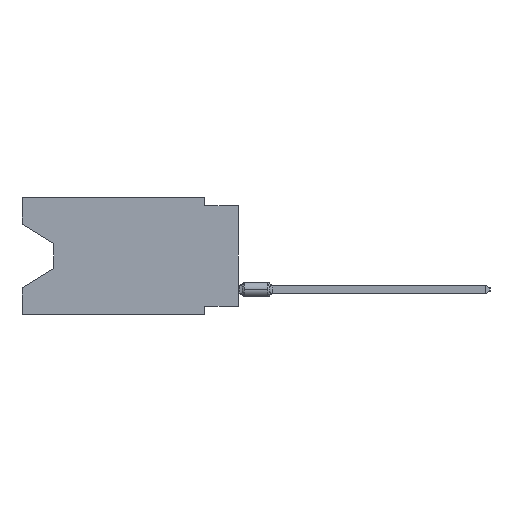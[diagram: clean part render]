
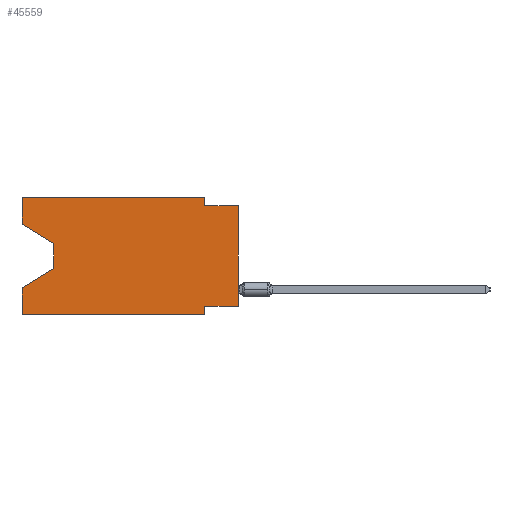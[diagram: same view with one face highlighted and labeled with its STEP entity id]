
A CAD part, left-side view. The second image highlights one B-rep face of the part: STEP entity #45559.
In plain terms, the highlighted planar face has unit normal (-1, 0, 0).
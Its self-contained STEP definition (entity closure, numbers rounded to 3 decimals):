
#5464 = ORIENTED_EDGE ( 'NONE', *, *, #15876, .F. ) ;
#5806 = VECTOR ( 'NONE', #46567, 1000. ) ;
#6488 = ORIENTED_EDGE ( 'NONE', *, *, #71203, .T. ) ;
#7049 = ORIENTED_EDGE ( 'NONE', *, *, #49160, .T. ) ;
#8247 = DIRECTION ( 'NONE',  ( 0., 0., -1. ) ) ;
#8337 = CARTESIAN_POINT ( 'NONE',  ( 0., 16.383, 0. ) ) ;
#9354 = CARTESIAN_POINT ( 'NONE',  ( 0., 0., -8.255 ) ) ;
#9979 = VERTEX_POINT ( 'NONE', #81388 ) ;
#10148 = CARTESIAN_POINT ( 'NONE',  ( 0., 0., 0. ) ) ;
#10214 = VERTEX_POINT ( 'NONE', #72932 ) ;
#10497 = CARTESIAN_POINT ( 'NONE',  ( 0., 16.383, 0. ) ) ;
#11438 = CARTESIAN_POINT ( 'NONE',  ( 0., 16.383, 0. ) ) ;
#11855 = VECTOR ( 'NONE', #25603, 1000. ) ;
#11880 = CARTESIAN_POINT ( 'NONE',  ( 0., 16.383, -8.89 ) ) ;
#11911 = CARTESIAN_POINT ( 'NONE',  ( 0., 13.97, -3.505 ) ) ;
#12021 = CARTESIAN_POINT ( 'NONE',  ( 0., 13.97, -3.505 ) ) ;
#14697 = DIRECTION ( 'NONE',  ( 0., 1., 0. ) ) ;
#15134 = CARTESIAN_POINT ( 'NONE',  ( 0., 2.54, 0. ) ) ;
#15876 = EDGE_CURVE ( 'NONE', #73495, #74668, #18344, .T. ) ;
#17223 = LINE ( 'NONE', #10148, #43381 ) ;
#17405 = ORIENTED_EDGE ( 'NONE', *, *, #28716, .F. ) ;
#18067 = LINE ( 'NONE', #11438, #23154 ) ;
#18344 = LINE ( 'NONE', #45379, #71488 ) ;
#18538 = EDGE_CURVE ( 'NONE', #66515, #9979, #85073, .T. ) ;
#18989 = CARTESIAN_POINT ( 'NONE',  ( 0., 16.383, -2.038 ) ) ;
#19028 = VERTEX_POINT ( 'NONE', #11911 ) ;
#19075 = EDGE_CURVE ( 'NONE', #62191, #19028, #79661, .T. ) ;
#20214 = CARTESIAN_POINT ( 'NONE',  ( 0., 13.97, -5.385 ) ) ;
#21333 = LINE ( 'NONE', #9354, #32419 ) ;
#21729 = EDGE_CURVE ( 'NONE', #47716, #10214, #21333, .T. ) ;
#22461 = DIRECTION ( 'NONE',  ( 0., 0., -1. ) ) ;
#23011 = ORIENTED_EDGE ( 'NONE', *, *, #29750, .F. ) ;
#23068 = CARTESIAN_POINT ( 'NONE',  ( 0., 2.54, -0.635 ) ) ;
#23129 = CARTESIAN_POINT ( 'NONE',  ( 0., 16.383, -6.852 ) ) ;
#23154 = VECTOR ( 'NONE', #45108, 1000. ) ;
#25313 = LINE ( 'NONE', #12021, #5806 ) ;
#25603 = DIRECTION ( 'NONE',  ( 0., -1., 0. ) ) ;
#27300 = LINE ( 'NONE', #20214, #73090 ) ;
#27419 = ORIENTED_EDGE ( 'NONE', *, *, #18538, .F. ) ;
#27486 = ORIENTED_EDGE ( 'NONE', *, *, #19075, .T. ) ;
#27716 = VECTOR ( 'NONE', #66062, 1000. ) ;
#28511 = CARTESIAN_POINT ( 'NONE',  ( 0., 2.54, 0. ) ) ;
#28716 = EDGE_CURVE ( 'NONE', #74668, #66515, #67516, .T. ) ;
#29750 = EDGE_CURVE ( 'NONE', #62191, #73495, #18067, .T. ) ;
#29775 = EDGE_CURVE ( 'NONE', #60422, #82515, #84507, .T. ) ;
#30351 = VERTEX_POINT ( 'NONE', #57638 ) ;
#31323 = PLANE ( 'NONE',  #58528 ) ;
#32419 = VECTOR ( 'NONE', #14697, 1000. ) ;
#32943 = CARTESIAN_POINT ( 'NONE',  ( 0., 16.383, -2.038 ) ) ;
#33861 = DIRECTION ( 'NONE',  ( 0., 0., -1. ) ) ;
#36351 = ORIENTED_EDGE ( 'NONE', *, *, #29775, .T. ) ;
#37094 = FACE_OUTER_BOUND ( 'NONE', #50409, .T. ) ;
#42487 = VECTOR ( 'NONE', #49535, 1000. ) ;
#43381 = VECTOR ( 'NONE', #84110, 1000. ) ;
#45108 = DIRECTION ( 'NONE',  ( 0., 0., 1. ) ) ;
#45379 = CARTESIAN_POINT ( 'NONE',  ( 0., 16.383, 0. ) ) ;
#45559 = ADVANCED_FACE ( 'NONE', ( #37094 ), #31323, .F. ) ;
#46030 = DIRECTION ( 'NONE',  ( 0., -0.855, -0.519 ) ) ;
#46535 = VECTOR ( 'NONE', #8247, 1000. ) ;
#46567 = DIRECTION ( 'NONE',  ( 0., 0., -1. ) ) ;
#47716 = VERTEX_POINT ( 'NONE', #63198 ) ;
#49160 = EDGE_CURVE ( 'NONE', #47716, #9979, #17223, .T. ) ;
#49535 = DIRECTION ( 'NONE',  ( 0., 0., 1. ) ) ;
#49887 = LINE ( 'NONE', #75577, #46535 ) ;
#50409 = EDGE_LOOP ( 'NONE', ( #27486, #53795, #6488, #82899, #36351, #53648, #59092, #7049, #27419, #17405, #5464, #23011 ) ) ;
#51456 = CARTESIAN_POINT ( 'NONE',  ( 0., 0., -0.635 ) ) ;
#52897 = EDGE_CURVE ( 'NONE', #60422, #62462, #55755, .T. ) ;
#53084 = CARTESIAN_POINT ( 'NONE',  ( 0., 16.383, 0. ) ) ;
#53648 = ORIENTED_EDGE ( 'NONE', *, *, #66757, .F. ) ;
#53795 = ORIENTED_EDGE ( 'NONE', *, *, #78279, .T. ) ;
#54343 = DIRECTION ( 'NONE',  ( 0., 0.855, -0.519 ) ) ;
#55755 = LINE ( 'NONE', #8337, #42487 ) ;
#57638 = CARTESIAN_POINT ( 'NONE',  ( 0., 13.97, -5.385 ) ) ;
#58528 = AXIS2_PLACEMENT_3D ( 'NONE', #10497, #84014, #22461 ) ;
#59092 = ORIENTED_EDGE ( 'NONE', *, *, #21729, .F. ) ;
#60422 = VERTEX_POINT ( 'NONE', #70278 ) ;
#62191 = VERTEX_POINT ( 'NONE', #32943 ) ;
#62462 = VERTEX_POINT ( 'NONE', #23129 ) ;
#63198 = CARTESIAN_POINT ( 'NONE',  ( 0., 0., -8.255 ) ) ;
#66062 = DIRECTION ( 'NONE',  ( 0., -1., 0. ) ) ;
#66515 = VERTEX_POINT ( 'NONE', #23068 ) ;
#66757 = EDGE_CURVE ( 'NONE', #10214, #82515, #49887, .T. ) ;
#67516 = LINE ( 'NONE', #28511, #71144 ) ;
#70278 = CARTESIAN_POINT ( 'NONE',  ( 0., 16.383, -8.89 ) ) ;
#71144 = VECTOR ( 'NONE', #33861, 1000. ) ;
#71203 = EDGE_CURVE ( 'NONE', #30351, #62462, #27300, .T. ) ;
#71488 = VECTOR ( 'NONE', #80747, 1000. ) ;
#72932 = CARTESIAN_POINT ( 'NONE',  ( 0., 2.54, -8.255 ) ) ;
#73090 = VECTOR ( 'NONE', #54343, 1000. ) ;
#73190 = CARTESIAN_POINT ( 'NONE',  ( 0., 2.54, -8.89 ) ) ;
#73495 = VERTEX_POINT ( 'NONE', #53084 ) ;
#74668 = VERTEX_POINT ( 'NONE', #15134 ) ;
#75577 = CARTESIAN_POINT ( 'NONE',  ( 0., 2.54, -8.89 ) ) ;
#78279 = EDGE_CURVE ( 'NONE', #19028, #30351, #25313, .T. ) ;
#79661 = LINE ( 'NONE', #18989, #80191 ) ;
#80191 = VECTOR ( 'NONE', #46030, 1000. ) ;
#80747 = DIRECTION ( 'NONE',  ( 0., -1., 0. ) ) ;
#81388 = CARTESIAN_POINT ( 'NONE',  ( 0., 0., -0.635 ) ) ;
#82515 = VERTEX_POINT ( 'NONE', #73190 ) ;
#82899 = ORIENTED_EDGE ( 'NONE', *, *, #52897, .F. ) ;
#84014 = DIRECTION ( 'NONE',  ( 1., 0., 0. ) ) ;
#84110 = DIRECTION ( 'NONE',  ( 0., 0., 1. ) ) ;
#84507 = LINE ( 'NONE', #11880, #11855 ) ;
#85073 = LINE ( 'NONE', #51456, #27716 ) ;
